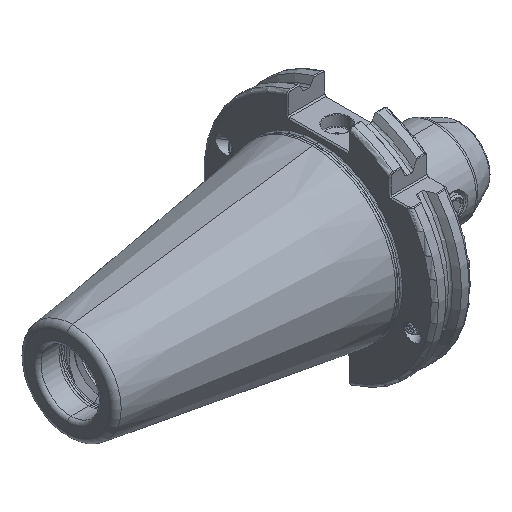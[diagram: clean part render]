
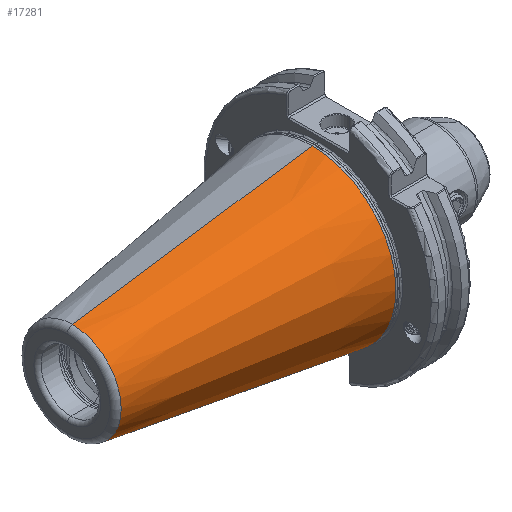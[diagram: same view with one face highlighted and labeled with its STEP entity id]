
A CAD part, isometric view. The second image highlights one B-rep face of the part: STEP entity #17281.
In plain terms, the highlighted conical face has half-angle 8.297 degrees and reference radius 35.392 mm.
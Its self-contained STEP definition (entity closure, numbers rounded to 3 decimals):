
#823 = AXIS2_PLACEMENT_3D ( 'NONE', #22932, #22925, #22926 ) ;
#922 = AXIS2_PLACEMENT_3D ( 'NONE', #27128, #27101, #27125 ) ;
#1112 = AXIS2_PLACEMENT_3D ( 'NONE', #8045, #8056, #8046 ) ;
#1134 = AXIS2_PLACEMENT_3D ( 'NONE', #8514, #8501, #8458 ) ;
#1306 = EDGE_CURVE ( 'NONE', #6304, #6374, #1392, .T. ) ;
#1347 = EDGE_CURVE ( 'NONE', #6315, #6258, #1384, .T. ) ;
#1384 = CIRCLE ( 'NONE', #1134, 35.027 ) ;
#1392 = CIRCLE ( 'NONE', #1112, 20.399 ) ;
#1458 = VECTOR ( 'NONE', #25465, 1000. ) ;
#1474 = LINE ( 'NONE', #25445, #1458 ) ;
#1697 = CIRCLE ( 'NONE', #922, 35.027 ) ;
#1759 = VECTOR ( 'NONE', #20446, 1000. ) ;
#1785 = LINE ( 'NONE', #20415, #1759 ) ;
#4218 = ORIENTED_EDGE ( 'NONE', *, *, #14056, .F. ) ;
#4324 = ORIENTED_EDGE ( 'NONE', *, *, #12814, .F. ) ;
#4328 = ORIENTED_EDGE ( 'NONE', *, *, #1306, .T. ) ;
#4335 = ORIENTED_EDGE ( 'NONE', *, *, #14180, .T. ) ;
#4343 = ORIENTED_EDGE ( 'NONE', *, *, #1347, .F. ) ;
#6052 = EDGE_LOOP ( 'NONE', ( #4324, #4328, #4335, #4343, #4218 ) ) ;
#6258 = VERTEX_POINT ( 'NONE', #8873 ) ;
#6303 = VERTEX_POINT ( 'NONE', #8847 ) ;
#6304 = VERTEX_POINT ( 'NONE', #8817 ) ;
#6315 = VERTEX_POINT ( 'NONE', #8892 ) ;
#6374 = VERTEX_POINT ( 'NONE', #8951 ) ;
#8045 = CARTESIAN_POINT ( 'NONE',  ( -102.811, 0., 0. ) ) ;
#8046 = DIRECTION ( 'NONE',  ( 0., 0., 1. ) ) ;
#8056 = DIRECTION ( 'NONE',  ( 1., 0., 0. ) ) ;
#8458 = DIRECTION ( 'NONE',  ( 0., 1., 0. ) ) ;
#8501 = DIRECTION ( 'NONE',  ( 1., 0., 0. ) ) ;
#8514 = CARTESIAN_POINT ( 'NONE',  ( -2.5, 0., 0. ) ) ;
#8817 = CARTESIAN_POINT ( 'NONE',  ( -102.811, 0., 20.399 ) ) ;
#8847 = CARTESIAN_POINT ( 'NONE',  ( -2.5, 0., 35.027 ) ) ;
#8873 = CARTESIAN_POINT ( 'NONE',  ( -2.5, 0., -35.027 ) ) ;
#8892 = CARTESIAN_POINT ( 'NONE',  ( -2.5, -35.027, 0. ) ) ;
#8951 = CARTESIAN_POINT ( 'NONE',  ( -102.811, 0., -20.399 ) ) ;
#12814 = EDGE_CURVE ( 'NONE', #6304, #6303, #1474, .T. ) ;
#12894 = FACE_OUTER_BOUND ( 'NONE', #6052, .T. ) ;
#12940 = CONICAL_SURFACE ( 'NONE', #823, 35.392, 0.145 ) ;
#14056 = EDGE_CURVE ( 'NONE', #6303, #6315, #1697, .T. ) ;
#14180 = EDGE_CURVE ( 'NONE', #6374, #6258, #1785, .T. ) ;
#17281 = ADVANCED_FACE ( 'NONE', ( #12894 ), #12940, .T. ) ;
#20415 = CARTESIAN_POINT ( 'NONE',  ( 0., 0., -35.392 ) ) ;
#20446 = DIRECTION ( 'NONE',  ( 0.99, 0., -0.144 ) ) ;
#22925 = DIRECTION ( 'NONE',  ( 1., 0., 0. ) ) ;
#22926 = DIRECTION ( 'NONE',  ( 0., 0., -1. ) ) ;
#22932 = CARTESIAN_POINT ( 'NONE',  ( 0., 0., 0. ) ) ;
#25445 = CARTESIAN_POINT ( 'NONE',  ( 0., 0., 35.392 ) ) ;
#25465 = DIRECTION ( 'NONE',  ( 0.99, 0., 0.144 ) ) ;
#27101 = DIRECTION ( 'NONE',  ( 1., 0., 0. ) ) ;
#27125 = DIRECTION ( 'NONE',  ( 0., 1., 0. ) ) ;
#27128 = CARTESIAN_POINT ( 'NONE',  ( -2.5, 0., 0. ) ) ;
